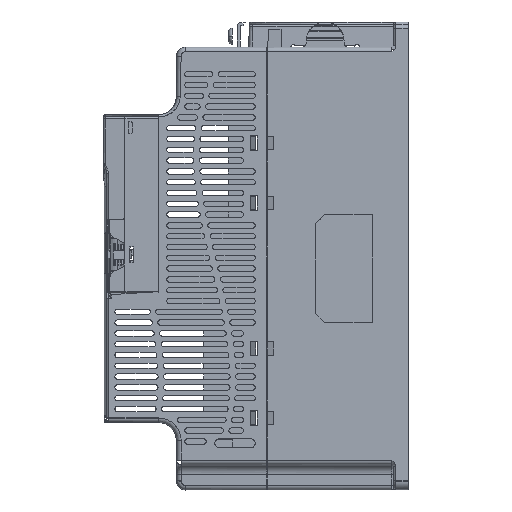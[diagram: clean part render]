
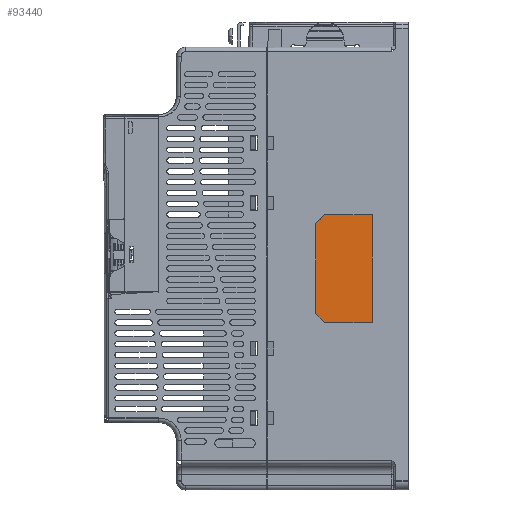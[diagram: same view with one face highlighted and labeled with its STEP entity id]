
A CAD part, left-side view. The second image highlights one B-rep face of the part: STEP entity #93440.
In plain terms, the highlighted planar face has unit normal (-1, 0, 0).
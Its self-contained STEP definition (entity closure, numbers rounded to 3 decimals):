
#40941=VERTEX_POINT('',#119723);
#40942=VERTEX_POINT('',#119724);
#40943=VERTEX_POINT('',#119729);
#40944=VERTEX_POINT('',#119734);
#40945=VERTEX_POINT('',#119739);
#40946=VERTEX_POINT('',#119744);
#53542=B_SPLINE_CURVE_WITH_KNOTS('',3,(#119719,#119720,#119721,#119722),
 .UNSPECIFIED.,.F.,.U.,(4,4),(0.,50.),.UNSPECIFIED.);
#53543=B_SPLINE_CURVE_WITH_KNOTS('',3,(#119725,#119726,#119727,#119728),
 .UNSPECIFIED.,.F.,.U.,(4,4),(0.,7.071),.UNSPECIFIED.);
#53544=B_SPLINE_CURVE_WITH_KNOTS('',3,(#119730,#119731,#119732,#119733),
 .UNSPECIFIED.,.F.,.U.,(4,4),(0.,26.5),.UNSPECIFIED.);
#53545=B_SPLINE_CURVE_WITH_KNOTS('',3,(#119735,#119736,#119737,#119738),
 .UNSPECIFIED.,.F.,.U.,(4,4),(0.,60.),.UNSPECIFIED.);
#53546=B_SPLINE_CURVE_WITH_KNOTS('',3,(#119740,#119741,#119742,#119743),
 .UNSPECIFIED.,.F.,.U.,(4,4),(0.,26.5),.UNSPECIFIED.);
#53547=B_SPLINE_CURVE_WITH_KNOTS('',3,(#119745,#119746,#119747,#119748),
 .UNSPECIFIED.,.F.,.U.,(4,4),(0.,7.071),.UNSPECIFIED.);
#65918=EDGE_CURVE('',#40941,#40942,#53542,.T.);
#65919=EDGE_CURVE('',#40943,#40941,#53543,.T.);
#65920=EDGE_CURVE('',#40944,#40943,#53544,.T.);
#65921=EDGE_CURVE('',#40945,#40944,#53545,.T.);
#65922=EDGE_CURVE('',#40946,#40945,#53546,.T.);
#65923=EDGE_CURVE('',#40942,#40946,#53547,.T.);
#78519=ORIENTED_EDGE('',*,*,#65918,.F.);
#78520=ORIENTED_EDGE('',*,*,#65919,.F.);
#78521=ORIENTED_EDGE('',*,*,#65920,.F.);
#78522=ORIENTED_EDGE('',*,*,#65921,.F.);
#78523=ORIENTED_EDGE('',*,*,#65922,.F.);
#78524=ORIENTED_EDGE('',*,*,#65923,.F.);
#89702=EDGE_LOOP('',(#78519,#78520,#78521,#78522,#78523,#78524));
#91629=FACE_BOUND('',#89702,.T.);
#93440=ADVANCED_FACE('',(#91629),#247143,.F.);
#94798=AXIS2_PLACEMENT_3D('',#119718,#98847,$);
#98847=DIRECTION('',(1.,0.,0.));
#119718=CARTESIAN_POINT('',(-64.7,-60.75,0.));
#119719=CARTESIAN_POINT('',(-64.7,-45.,-25.));
#119720=CARTESIAN_POINT('',(-64.7,-45.,-8.333));
#119721=CARTESIAN_POINT('',(-64.7,-45.,8.333));
#119722=CARTESIAN_POINT('',(-64.7,-45.,25.));
#119723=CARTESIAN_POINT('',(-64.7,-45.,-25.));
#119724=CARTESIAN_POINT('',(-64.7,-45.,25.));
#119725=CARTESIAN_POINT('',(-64.7,-50.,-30.));
#119726=CARTESIAN_POINT('',(-64.7,-48.333,-28.333));
#119727=CARTESIAN_POINT('',(-64.7,-46.667,-26.667));
#119728=CARTESIAN_POINT('',(-64.7,-45.,-25.));
#119729=CARTESIAN_POINT('',(-64.7,-50.,-30.));
#119730=CARTESIAN_POINT('',(-64.7,-76.5,-30.));
#119731=CARTESIAN_POINT('',(-64.7,-67.667,-30.));
#119732=CARTESIAN_POINT('',(-64.7,-58.833,-30.));
#119733=CARTESIAN_POINT('',(-64.7,-50.,-30.));
#119734=CARTESIAN_POINT('',(-64.7,-76.5,-30.));
#119735=CARTESIAN_POINT('',(-64.7,-76.5,30.));
#119736=CARTESIAN_POINT('',(-64.7,-76.5,10.));
#119737=CARTESIAN_POINT('',(-64.7,-76.5,-10.));
#119738=CARTESIAN_POINT('',(-64.7,-76.5,-30.));
#119739=CARTESIAN_POINT('',(-64.7,-76.5,30.));
#119740=CARTESIAN_POINT('',(-64.7,-50.,30.));
#119741=CARTESIAN_POINT('',(-64.7,-58.833,30.));
#119742=CARTESIAN_POINT('',(-64.7,-67.667,30.));
#119743=CARTESIAN_POINT('',(-64.7,-76.5,30.));
#119744=CARTESIAN_POINT('',(-64.7,-50.,30.));
#119745=CARTESIAN_POINT('',(-64.7,-45.,25.));
#119746=CARTESIAN_POINT('',(-64.7,-46.667,26.667));
#119747=CARTESIAN_POINT('',(-64.7,-48.333,28.333));
#119748=CARTESIAN_POINT('',(-64.7,-50.,30.));
#247143=PLANE('',#94798);
